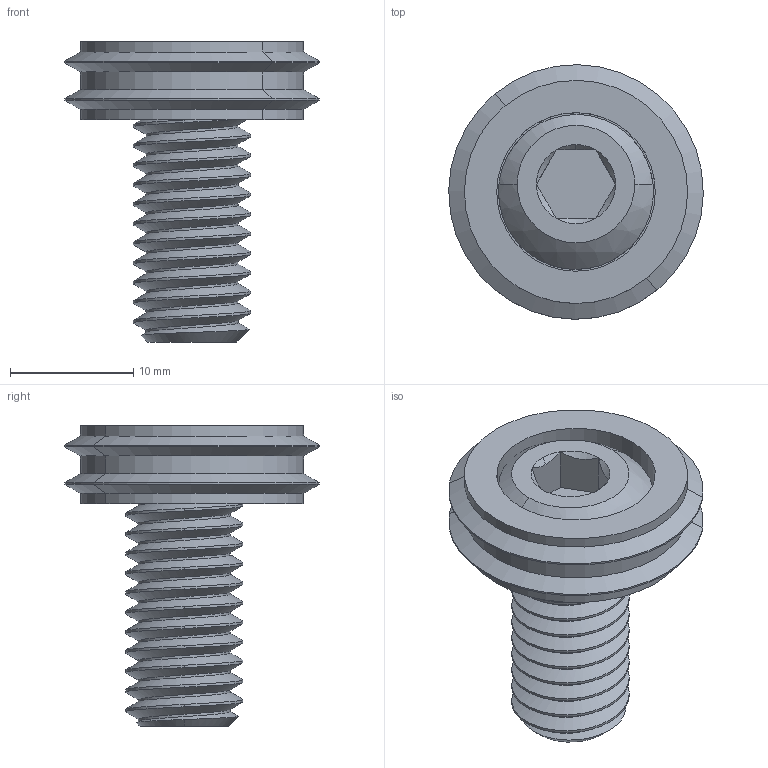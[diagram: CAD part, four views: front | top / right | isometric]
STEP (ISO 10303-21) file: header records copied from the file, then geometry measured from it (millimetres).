
FILE_DESCRIPTION (( 'STEP AP214' ), '1' );
FILE_NAME ('22584.STEP', '2017-04-07T13:37:59', ( 'Mike W' ), ( '' ), 'SwSTEP 2.0', 'SolidWorks 2017', '' );
FILE_SCHEMA (( 'AUTOMOTIVE_DESIGN' ));
Length unit declared in the file: inch
Products named in the file (3): 22584; 10371_10371; 12584_12584
Assembly tree (2 placements, depth 2):
  22584
    12584_12584
    10371_10371
Bounding box: 20.64 x 20.64 x 24.38 mm (x, y, z)
Volume: 2531.7 mm3; surface area: 2440.4 mm2
Topology: 2 solids, 2 shells, 75 faces, 176 edges, 108 vertices
Faces by surface type: cylinder 39, cone 18, plane 13, bspline 3, sphere 2
Entity records: 4348 total; most frequent: CARTESIAN_POINT 2671, ORIENTED_EDGE 352, DIRECTION 306, EDGE_CURVE 176, AXIS2_PLACEMENT_3D 122, VERTEX_POINT 108, EDGE_LOOP 80, ADVANCED_FACE 75
